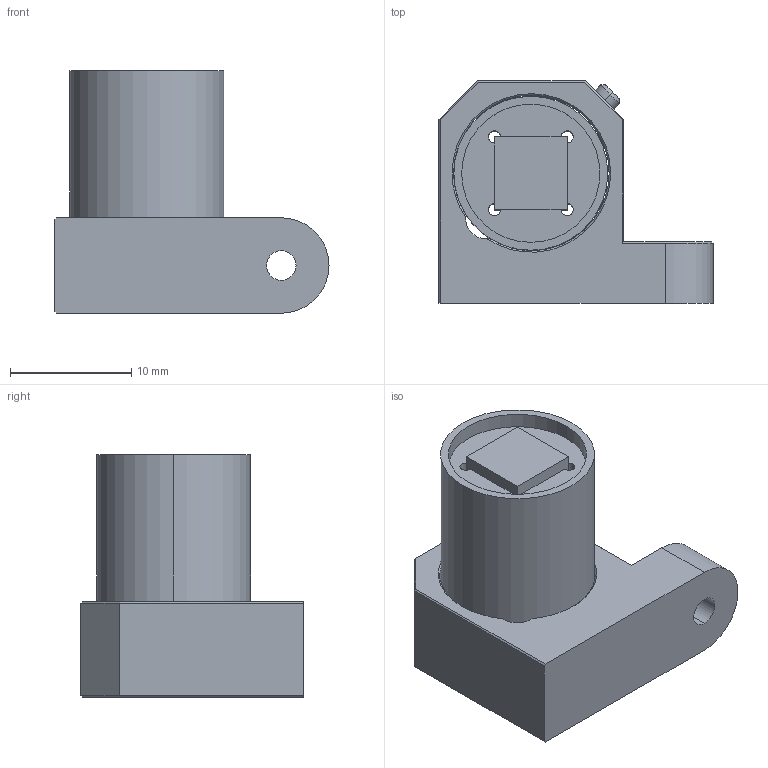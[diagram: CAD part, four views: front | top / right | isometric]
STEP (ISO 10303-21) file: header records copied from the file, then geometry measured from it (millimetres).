
FILE_DESCRIPTION (( 'STEP AP214' ), '1' );
FILE_NAME ('16551-E0W.step', '2007-11-13T13:25:40', ( ' ' ), ( ' ' ), 'SwSTEP 2.0', 'SolidWorks 2007', '' );
FILE_SCHEMA (( 'AUTOMOTIVE_DESIGN' ));
Length unit declared in the file: inch
Products named in the file (1): 16551-E0W
Bounding box: 22.61 x 18.36 x 20 mm (x, y, z)
Surface area: 3058.7 mm2 (no closed solid volume)
Topology: 0 solids, 4 shells, 66 faces, 173 edges, 112 vertices
Faces by surface type: plane 36, cylinder 21, cone 9
Entity records: 2923 total; most frequent: CARTESIAN_POINT 398, DIRECTION 354, ORIENTED_EDGE 314, EDGE_CURVE 173, AXIS2_PLACEMENT_3D 120, LINE 114, VECTOR 114, VERTEX_POINT 112
